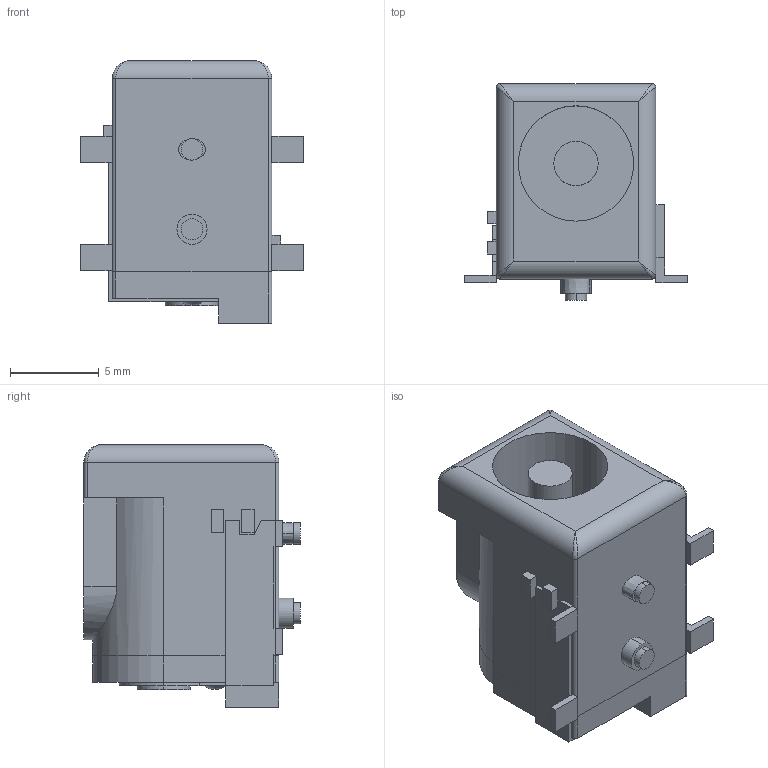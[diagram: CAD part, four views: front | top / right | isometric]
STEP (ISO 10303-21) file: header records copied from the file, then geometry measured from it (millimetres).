
FILE_DESCRIPTION(('STEP AP214'),'1');
FILE_NAME('pj-002bh-smt.stp','2014-11-24T17:04:11',('TraceParts'),('TraceParts S.A.'),'XStep 1.0',' ',' ');
FILE_SCHEMA(('automotive_design'));
Length unit declared in the file: millimetre
Products named in the file (7): PJ-002BH-SMT
Bounding box: 12.6 x 12.2 x 14.8 mm (x, y, z)
Volume: 1239.1 mm3; surface area: 1323.5 mm2
Topology: 7 solids, 7 shells, 129 faces, 311 edges, 195 vertices
Faces by surface type: plane 90, cylinder 29, bspline 6, sphere 4
Entity records: 4325 total; most frequent: CARTESIAN_POINT 1258, ORIENTED_EDGE 606, DIRECTION 604, EDGE_CURVE 303, LINE 230, VECTOR 230, VERTEX_POINT 195, AXIS2_PLACEMENT_3D 187
